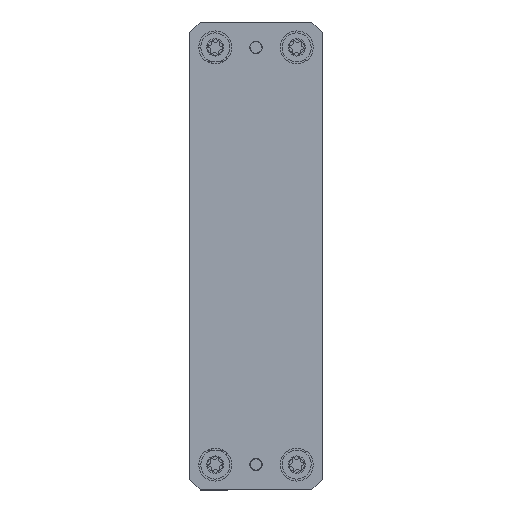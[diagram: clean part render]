
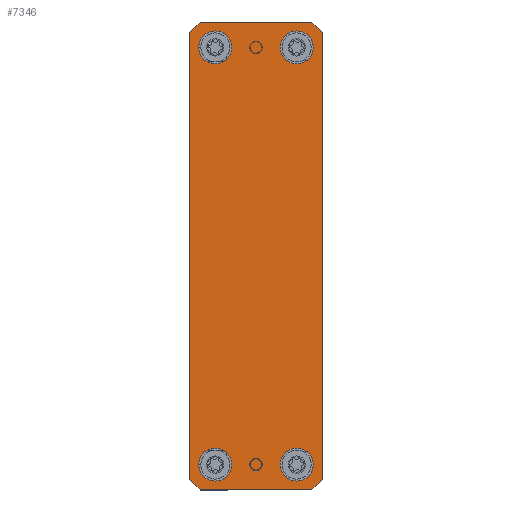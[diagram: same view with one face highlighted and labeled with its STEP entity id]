
A CAD part, left-side view. The second image highlights one B-rep face of the part: STEP entity #7346.
In plain terms, the highlighted face is planar.
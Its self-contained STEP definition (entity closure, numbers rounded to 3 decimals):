
#12 = VECTOR ( 'NONE', #9317, 1000. ) ;
#24 = DIRECTION ( 'NONE',  ( 0., 0., -1. ) ) ;
#54 = ORIENTED_EDGE ( 'NONE', *, *, #6188, .F. ) ;
#95 = CARTESIAN_POINT ( 'NONE',  ( 28.5, 0., -28.5 ) ) ;
#157 = EDGE_CURVE ( 'NONE', #5002, #2999, #10726, .T. ) ;
#241 = VERTEX_POINT ( 'NONE', #4453 ) ;
#247 = CARTESIAN_POINT ( 'NONE',  ( -41., 0., 4.75 ) ) ;
#469 = CARTESIAN_POINT ( 'NONE',  ( -44., 0., 13. ) ) ;
#477 = CARTESIAN_POINT ( 'NONE',  ( -46., 0., 13. ) ) ;
#520 = CARTESIAN_POINT ( 'NONE',  ( 46., 0., 13. ) ) ;
#567 = ORIENTED_EDGE ( 'NONE', *, *, #6500, .F. ) ;
#586 = EDGE_CURVE ( 'NONE', #7037, #241, #9741, .T. ) ;
#668 = AXIS2_PLACEMENT_3D ( 'NONE', #4961, #10994, #9392 ) ;
#844 = CIRCLE ( 'NONE', #668, 3.25 ) ;
#845 = ORIENTED_EDGE ( 'NONE', *, *, #5131, .F. ) ;
#851 = CARTESIAN_POINT ( 'NONE',  ( -41., 0., 11.25 ) ) ;
#863 = EDGE_LOOP ( 'NONE', ( #10822, #11061 ) ) ;
#951 = ORIENTED_EDGE ( 'NONE', *, *, #4683, .F. ) ;
#1014 = FACE_OUTER_BOUND ( 'NONE', #9254, .T. ) ;
#1118 = ORIENTED_EDGE ( 'NONE', *, *, #5676, .F. ) ;
#1170 = DIRECTION ( 'NONE',  ( 0.707, 0., -0.707 ) ) ;
#1171 = EDGE_CURVE ( 'NONE', #7037, #7810, #11229, .T. ) ;
#1477 = CARTESIAN_POINT ( 'NONE',  ( -41., 0., 8. ) ) ;
#1553 = VECTOR ( 'NONE', #10366, 1000. ) ;
#1654 = CARTESIAN_POINT ( 'NONE',  ( 28.5, 0., 28.5 ) ) ;
#1658 = VERTEX_POINT ( 'NONE', #6156 ) ;
#1716 = EDGE_CURVE ( 'NONE', #1893, #7451, #3512, .T. ) ;
#1775 = CARTESIAN_POINT ( 'NONE',  ( -41., 0., 8. ) ) ;
#1877 = CARTESIAN_POINT ( 'NONE',  ( 41., 0., -8. ) ) ;
#1893 = VERTEX_POINT ( 'NONE', #469 ) ;
#1931 = AXIS2_PLACEMENT_3D ( 'NONE', #1477, #8989, #5298 ) ;
#1942 = FACE_BOUND ( 'NONE', #8965, .T. ) ;
#2032 = VERTEX_POINT ( 'NONE', #5914 ) ;
#2050 = CARTESIAN_POINT ( 'NONE',  ( 44., 0., 13. ) ) ;
#2102 = DIRECTION ( 'NONE',  ( 0., 0., -1. ) ) ;
#2416 = ORIENTED_EDGE ( 'NONE', *, *, #2807, .T. ) ;
#2479 = CIRCLE ( 'NONE', #8701, 3.25 ) ;
#2519 = DIRECTION ( 'NONE',  ( 0., 0., -1. ) ) ;
#2586 = ORIENTED_EDGE ( 'NONE', *, *, #10262, .F. ) ;
#2625 = VERTEX_POINT ( 'NONE', #4136 ) ;
#2768 = VECTOR ( 'NONE', #9662, 1000. ) ;
#2807 = EDGE_CURVE ( 'NONE', #1893, #8840, #8091, .T. ) ;
#2908 = ORIENTED_EDGE ( 'NONE', *, *, #5133, .T. ) ;
#2999 = VERTEX_POINT ( 'NONE', #247 ) ;
#3057 = VECTOR ( 'NONE', #1170, 1000. ) ;
#3512 = LINE ( 'NONE', #7143, #2768 ) ;
#3554 = AXIS2_PLACEMENT_3D ( 'NONE', #5896, #6730, #4069 ) ;
#3566 = VECTOR ( 'NONE', #6667, 1000. ) ;
#3957 = DIRECTION ( 'NONE',  ( -0.707, 0., -0.707 ) ) ;
#4069 = DIRECTION ( 'NONE',  ( 0., 0., -1. ) ) ;
#4136 = CARTESIAN_POINT ( 'NONE',  ( 41., 0., -11.25 ) ) ;
#4178 = DIRECTION ( 'NONE',  ( 0., -1., 0. ) ) ;
#4201 = EDGE_CURVE ( 'NONE', #2999, #5002, #2479, .T. ) ;
#4285 = DIRECTION ( 'NONE',  ( -0.707, 0., 0.707 ) ) ;
#4341 = VERTEX_POINT ( 'NONE', #4707 ) ;
#4396 = DIRECTION ( 'NONE',  ( 0., -1., 0. ) ) ;
#4441 = DIRECTION ( 'NONE',  ( 0., -1., 0. ) ) ;
#4453 = CARTESIAN_POINT ( 'NONE',  ( 46., 0., -11. ) ) ;
#4490 = AXIS2_PLACEMENT_3D ( 'NONE', #8991, #4396, #9627 ) ;
#4510 = CARTESIAN_POINT ( 'NONE',  ( -46., 0., -11. ) ) ;
#4657 = CIRCLE ( 'NONE', #3554, 3.25 ) ;
#4683 = EDGE_CURVE ( 'NONE', #2625, #9399, #8619, .T. ) ;
#4707 = CARTESIAN_POINT ( 'NONE',  ( 41., 0., 11.25 ) ) ;
#4758 = EDGE_LOOP ( 'NONE', ( #54, #845 ) ) ;
#4801 = CARTESIAN_POINT ( 'NONE',  ( 44., 0., -13. ) ) ;
#4961 = CARTESIAN_POINT ( 'NONE',  ( 41., 0., 8. ) ) ;
#5002 = VERTEX_POINT ( 'NONE', #851 ) ;
#5131 = EDGE_CURVE ( 'NONE', #1658, #6151, #9813, .T. ) ;
#5133 = EDGE_CURVE ( 'NONE', #8604, #7451, #6954, .T. ) ;
#5143 = ORIENTED_EDGE ( 'NONE', *, *, #586, .T. ) ;
#5195 = DIRECTION ( 'NONE',  ( 0., 0., -1. ) ) ;
#5298 = DIRECTION ( 'NONE',  ( 0., 0., -1. ) ) ;
#5356 = FACE_BOUND ( 'NONE', #5457, .T. ) ;
#5457 = EDGE_LOOP ( 'NONE', ( #7015, #567 ) ) ;
#5676 = EDGE_CURVE ( 'NONE', #11227, #8840, #6503, .T. ) ;
#5818 = AXIS2_PLACEMENT_3D ( 'NONE', #6220, #4441, #24 ) ;
#5896 = CARTESIAN_POINT ( 'NONE',  ( -41., 0., -8. ) ) ;
#5914 = CARTESIAN_POINT ( 'NONE',  ( 41., 0., 4.75 ) ) ;
#5979 = CIRCLE ( 'NONE', #7817, 3.25 ) ;
#6046 = CARTESIAN_POINT ( 'NONE',  ( -46., 0., 11. ) ) ;
#6110 = FACE_BOUND ( 'NONE', #863, .T. ) ;
#6151 = VERTEX_POINT ( 'NONE', #10178 ) ;
#6156 = CARTESIAN_POINT ( 'NONE',  ( -41., 0., -4.75 ) ) ;
#6188 = EDGE_CURVE ( 'NONE', #6151, #1658, #4657, .T. ) ;
#6220 = CARTESIAN_POINT ( 'NONE',  ( 41., 0., -8. ) ) ;
#6308 = AXIS2_PLACEMENT_3D ( 'NONE', #10951, #9291, #6814 ) ;
#6500 = EDGE_CURVE ( 'NONE', #4341, #2032, #10175, .T. ) ;
#6503 = LINE ( 'NONE', #477, #10636 ) ;
#6618 = DIRECTION ( 'NONE',  ( 0., 0., 1. ) ) ;
#6667 = DIRECTION ( 'NONE',  ( 0., 0., -1. ) ) ;
#6730 = DIRECTION ( 'NONE',  ( 0., -1., 0. ) ) ;
#6814 = DIRECTION ( 'NONE',  ( 0., 0., -1. ) ) ;
#6870 = AXIS2_PLACEMENT_3D ( 'NONE', #7733, #11220, #2519 ) ;
#6954 = LINE ( 'NONE', #1654, #10711 ) ;
#7015 = ORIENTED_EDGE ( 'NONE', *, *, #10044, .F. ) ;
#7037 = VERTEX_POINT ( 'NONE', #4801 ) ;
#7143 = CARTESIAN_POINT ( 'NONE',  ( -46., 0., 13. ) ) ;
#7160 = PLANE ( 'NONE',  #4490 ) ;
#7324 = CARTESIAN_POINT ( 'NONE',  ( 46., 0., 11. ) ) ;
#7346 = ADVANCED_FACE ( 'NONE', ( #5356, #1942, #8874, #6110, #1014 ), #7160, .T. ) ;
#7451 = VERTEX_POINT ( 'NONE', #2050 ) ;
#7519 = CARTESIAN_POINT ( 'NONE',  ( -44., 0., -13. ) ) ;
#7563 = VECTOR ( 'NONE', #3957, 1000. ) ;
#7642 = CARTESIAN_POINT ( 'NONE',  ( -46., 0., -13. ) ) ;
#7695 = EDGE_CURVE ( 'NONE', #8604, #241, #9255, .T. ) ;
#7733 = CARTESIAN_POINT ( 'NONE',  ( -41., 0., -8. ) ) ;
#7810 = VERTEX_POINT ( 'NONE', #7519 ) ;
#7817 = AXIS2_PLACEMENT_3D ( 'NONE', #1877, #8123, #2102 ) ;
#7950 = ORIENTED_EDGE ( 'NONE', *, *, #10188, .T. ) ;
#8091 = LINE ( 'NONE', #8213, #7563 ) ;
#8123 = DIRECTION ( 'NONE',  ( 0., -1., 0. ) ) ;
#8213 = CARTESIAN_POINT ( 'NONE',  ( -28.5, 0., 28.5 ) ) ;
#8244 = ORIENTED_EDGE ( 'NONE', *, *, #7695, .F. ) ;
#8604 = VERTEX_POINT ( 'NONE', #7324 ) ;
#8619 = CIRCLE ( 'NONE', #5818, 3.25 ) ;
#8701 = AXIS2_PLACEMENT_3D ( 'NONE', #1775, #4178, #5195 ) ;
#8840 = VERTEX_POINT ( 'NONE', #6046 ) ;
#8874 = FACE_BOUND ( 'NONE', #4758, .T. ) ;
#8965 = EDGE_LOOP ( 'NONE', ( #951, #2586 ) ) ;
#8989 = DIRECTION ( 'NONE',  ( 0., -1., 0. ) ) ;
#8991 = CARTESIAN_POINT ( 'NONE',  ( 0., 0., 0. ) ) ;
#9254 = EDGE_LOOP ( 'NONE', ( #1118, #7950, #10235, #5143, #8244, #2908, #10695, #2416 ) ) ;
#9255 = LINE ( 'NONE', #520, #3566 ) ;
#9291 = DIRECTION ( 'NONE',  ( 0., -1., 0. ) ) ;
#9317 = DIRECTION ( 'NONE',  ( -1., 0., 0. ) ) ;
#9392 = DIRECTION ( 'NONE',  ( 0., 0., -1. ) ) ;
#9399 = VERTEX_POINT ( 'NONE', #9544 ) ;
#9544 = CARTESIAN_POINT ( 'NONE',  ( 41., 0., -4.75 ) ) ;
#9627 = DIRECTION ( 'NONE',  ( 0., 0., -1. ) ) ;
#9662 = DIRECTION ( 'NONE',  ( 1., 0., 0. ) ) ;
#9741 = LINE ( 'NONE', #95, #1553 ) ;
#9813 = CIRCLE ( 'NONE', #6870, 3.25 ) ;
#9865 = LINE ( 'NONE', #10587, #3057 ) ;
#10044 = EDGE_CURVE ( 'NONE', #2032, #4341, #844, .T. ) ;
#10175 = CIRCLE ( 'NONE', #6308, 3.25 ) ;
#10178 = CARTESIAN_POINT ( 'NONE',  ( -41., 0., -11.25 ) ) ;
#10188 = EDGE_CURVE ( 'NONE', #11227, #7810, #9865, .T. ) ;
#10235 = ORIENTED_EDGE ( 'NONE', *, *, #1171, .F. ) ;
#10262 = EDGE_CURVE ( 'NONE', #9399, #2625, #5979, .T. ) ;
#10366 = DIRECTION ( 'NONE',  ( 0.707, 0., 0.707 ) ) ;
#10587 = CARTESIAN_POINT ( 'NONE',  ( -28.5, 0., -28.5 ) ) ;
#10636 = VECTOR ( 'NONE', #6618, 1000. ) ;
#10695 = ORIENTED_EDGE ( 'NONE', *, *, #1716, .F. ) ;
#10711 = VECTOR ( 'NONE', #4285, 1000. ) ;
#10726 = CIRCLE ( 'NONE', #1931, 3.25 ) ;
#10822 = ORIENTED_EDGE ( 'NONE', *, *, #4201, .F. ) ;
#10951 = CARTESIAN_POINT ( 'NONE',  ( 41., 0., 8. ) ) ;
#10994 = DIRECTION ( 'NONE',  ( 0., -1., 0. ) ) ;
#11061 = ORIENTED_EDGE ( 'NONE', *, *, #157, .F. ) ;
#11220 = DIRECTION ( 'NONE',  ( 0., -1., 0. ) ) ;
#11227 = VERTEX_POINT ( 'NONE', #4510 ) ;
#11229 = LINE ( 'NONE', #7642, #12 ) ;
